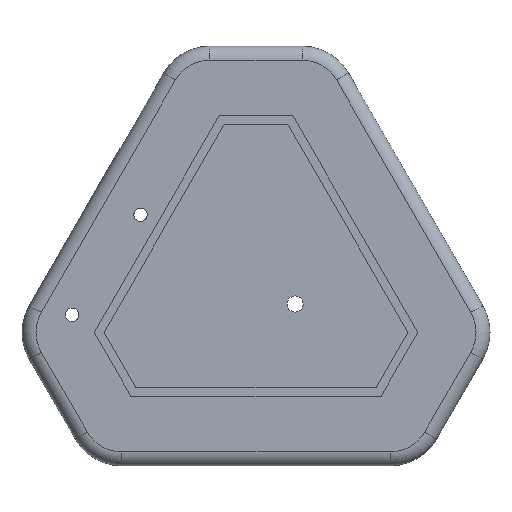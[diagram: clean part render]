
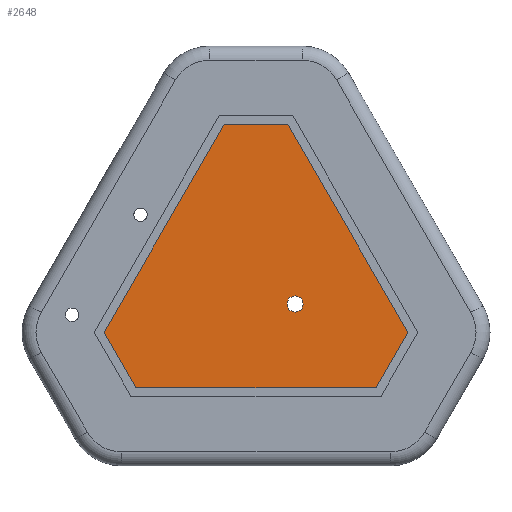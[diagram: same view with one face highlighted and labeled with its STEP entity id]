
A CAD part, front view. The second image highlights one B-rep face of the part: STEP entity #2648.
In plain terms, the highlighted planar face has unit normal (0, -1, 0).
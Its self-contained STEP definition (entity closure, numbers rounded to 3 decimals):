
#83 = VECTOR ( 'NONE', #2326, 1000. ) ;
#135 = LINE ( 'NONE', #2078, #2170 ) ;
#196 = CARTESIAN_POINT ( 'NONE',  ( -21.918, 0., 23.111 ) ) ;
#257 = LINE ( 'NONE', #3522, #2632 ) ;
#270 = DIRECTION ( 'NONE',  ( 0., 1., 0. ) ) ;
#306 = EDGE_CURVE ( 'NONE', #2858, #3049, #2916, .T. ) ;
#439 = CARTESIAN_POINT ( 'NONE',  ( -28.821, 0., -3.742 ) ) ;
#472 = CARTESIAN_POINT ( 'NONE',  ( -20.59, 0., 20.811 ) ) ;
#521 = CARTESIAN_POINT ( 'NONE',  ( -13.972, 0., 4.803 ) ) ;
#533 = ORIENTED_EDGE ( 'NONE', *, *, #543, .T. ) ;
#543 = EDGE_CURVE ( 'NONE', #2155, #637, #135, .T. ) ;
#581 = EDGE_CURVE ( 'NONE', #637, #2647, #257, .T. ) ;
#637 = VERTEX_POINT ( 'NONE', #2132 ) ;
#661 = VERTEX_POINT ( 'NONE', #748 ) ;
#711 = LINE ( 'NONE', #2909, #1904 ) ;
#715 = EDGE_LOOP ( 'NONE', ( #2603, #3409, #1869, #1437, #1787, #533 ) ) ;
#748 = CARTESIAN_POINT ( 'NONE',  ( -31.793, 0., 1.406 ) ) ;
#814 = EDGE_CURVE ( 'NONE', #661, #2162, #824, .T. ) ;
#824 = LINE ( 'NONE', #1656, #83 ) ;
#923 = DIRECTION ( 'NONE',  ( 0.5, 0., 0.866 ) ) ;
#1147 = VECTOR ( 'NONE', #923, 1000. ) ;
#1178 = DIRECTION ( 'NONE',  ( 0., 1., 0. ) ) ;
#1180 = LINE ( 'NONE', #2763, #3508 ) ;
#1219 = EDGE_CURVE ( 'NONE', #3049, #2858, #1473, .T. ) ;
#1284 = DIRECTION ( 'NONE',  ( 0., 0., 1. ) ) ;
#1357 = AXIS2_PLACEMENT_3D ( 'NONE', #3380, #1178, #2002 ) ;
#1437 = ORIENTED_EDGE ( 'NONE', *, *, #1843, .T. ) ;
#1473 = CIRCLE ( 'NONE', #2800, 0.75 ) ;
#1483 = CARTESIAN_POINT ( 'NONE',  ( -6.414, 0., -3.742 ) ) ;
#1656 = CARTESIAN_POINT ( 'NONE',  ( -31.793, 0., 1.406 ) ) ;
#1787 = ORIENTED_EDGE ( 'NONE', *, *, #2044, .T. ) ;
#1818 = AXIS2_PLACEMENT_3D ( 'NONE', #196, #2308, #1284 ) ;
#1821 = DIRECTION ( 'NONE',  ( -0.5, 0., -0.866 ) ) ;
#1843 = EDGE_CURVE ( 'NONE', #2162, #2099, #1180, .T. ) ;
#1869 = ORIENTED_EDGE ( 'NONE', *, *, #814, .T. ) ;
#1902 = CARTESIAN_POINT ( 'NONE',  ( -13.972, 0., 4.053 ) ) ;
#1904 = VECTOR ( 'NONE', #1821, 1000. ) ;
#2002 = DIRECTION ( 'NONE',  ( 0., 0., 1. ) ) ;
#2044 = EDGE_CURVE ( 'NONE', #2099, #2155, #3137, .T. ) ;
#2059 = ORIENTED_EDGE ( 'NONE', *, *, #306, .T. ) ;
#2078 = CARTESIAN_POINT ( 'NONE',  ( -3.442, 0., 1.406 ) ) ;
#2099 = VERTEX_POINT ( 'NONE', #1483 ) ;
#2132 = CARTESIAN_POINT ( 'NONE',  ( -14.645, 0., 20.811 ) ) ;
#2155 = VERTEX_POINT ( 'NONE', #3084 ) ;
#2162 = VERTEX_POINT ( 'NONE', #439 ) ;
#2170 = VECTOR ( 'NONE', #3469, 1000. ) ;
#2292 = EDGE_CURVE ( 'NONE', #2647, #661, #711, .T. ) ;
#2308 = DIRECTION ( 'NONE',  ( 0., 1., 0. ) ) ;
#2325 = FACE_OUTER_BOUND ( 'NONE', #715, .T. ) ;
#2326 = DIRECTION ( 'NONE',  ( 0.5, 0., -0.866 ) ) ;
#2344 = PLANE ( 'NONE',  #1818 ) ;
#2357 = EDGE_LOOP ( 'NONE', ( #3488, #2059 ) ) ;
#2449 = DIRECTION ( 'NONE',  ( -1., 0., 0. ) ) ;
#2473 = CARTESIAN_POINT ( 'NONE',  ( -13.972, 0., 3.303 ) ) ;
#2561 = CARTESIAN_POINT ( 'NONE',  ( -6.414, 0., -3.742 ) ) ;
#2603 = ORIENTED_EDGE ( 'NONE', *, *, #581, .T. ) ;
#2632 = VECTOR ( 'NONE', #2449, 1000. ) ;
#2647 = VERTEX_POINT ( 'NONE', #472 ) ;
#2648 = ADVANCED_FACE ( 'NONE', ( #2653, #2325 ), #2344, .F. ) ;
#2653 = FACE_BOUND ( 'NONE', #2357, .T. ) ;
#2763 = CARTESIAN_POINT ( 'NONE',  ( -28.821, 0., -3.742 ) ) ;
#2800 = AXIS2_PLACEMENT_3D ( 'NONE', #1902, #270, #3078 ) ;
#2821 = DIRECTION ( 'NONE',  ( 1., 0., 0. ) ) ;
#2858 = VERTEX_POINT ( 'NONE', #521 ) ;
#2909 = CARTESIAN_POINT ( 'NONE',  ( -20.59, 0., 20.811 ) ) ;
#2916 = CIRCLE ( 'NONE', #1357, 0.75 ) ;
#3049 = VERTEX_POINT ( 'NONE', #2473 ) ;
#3078 = DIRECTION ( 'NONE',  ( 0., 0., 1. ) ) ;
#3084 = CARTESIAN_POINT ( 'NONE',  ( -3.442, 0., 1.406 ) ) ;
#3137 = LINE ( 'NONE', #2561, #1147 ) ;
#3380 = CARTESIAN_POINT ( 'NONE',  ( -13.972, 0., 4.053 ) ) ;
#3409 = ORIENTED_EDGE ( 'NONE', *, *, #2292, .T. ) ;
#3469 = DIRECTION ( 'NONE',  ( -0.5, 0., 0.866 ) ) ;
#3488 = ORIENTED_EDGE ( 'NONE', *, *, #1219, .T. ) ;
#3508 = VECTOR ( 'NONE', #2821, 1000. ) ;
#3522 = CARTESIAN_POINT ( 'NONE',  ( -14.645, 0., 20.811 ) ) ;
